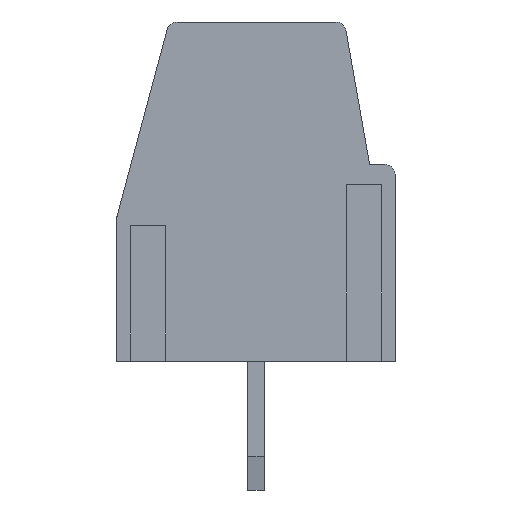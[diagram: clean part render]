
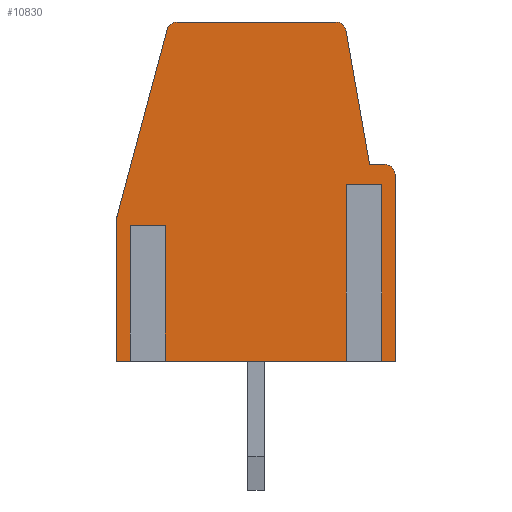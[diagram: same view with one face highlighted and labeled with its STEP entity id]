
A CAD part, left-side view. The second image highlights one B-rep face of the part: STEP entity #10830.
In plain terms, the highlighted planar face has unit normal (-1, 0, 0).
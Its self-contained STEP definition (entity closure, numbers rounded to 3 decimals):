
#8999 = EDGE_CURVE('',#9000,#9002,#9004,.T.);
#9000 = VERTEX_POINT('',#9001);
#9001 = CARTESIAN_POINT('',(-25.399,3.494,0.014));
#9002 = VERTEX_POINT('',#9003);
#9003 = CARTESIAN_POINT('',(-25.399,4.107,0.014));
#9004 = LINE('',#9005,#9006);
#9005 = CARTESIAN_POINT('',(-25.399,-4.093,0.014));
#9006 = VECTOR('',#9007,1.);
#9007 = DIRECTION('',(0.,1.,0.));
#9030 = VERTEX_POINT('',#9031);
#9031 = CARTESIAN_POINT('',(-25.399,-4.093,0.014));
#9037 = EDGE_CURVE('',#9030,#9038,#9040,.T.);
#9038 = VERTEX_POINT('',#9039);
#9039 = CARTESIAN_POINT('',(-25.399,-3.481,0.014));
#9040 = LINE('',#9041,#9042);
#9041 = CARTESIAN_POINT('',(-25.399,-4.093,0.014));
#9042 = VECTOR('',#9043,1.);
#9043 = DIRECTION('',(0.,1.,0.));
#9062 = VERTEX_POINT('',#9063);
#9063 = CARTESIAN_POINT('',(-25.399,-2.881,0.014));
#9069 = EDGE_CURVE('',#9062,#9070,#9072,.T.);
#9070 = VERTEX_POINT('',#9071);
#9071 = CARTESIAN_POINT('',(-25.399,2.894,0.014));
#9072 = LINE('',#9073,#9074);
#9073 = CARTESIAN_POINT('',(-25.399,-4.093,0.014));
#9074 = VECTOR('',#9075,1.);
#9075 = DIRECTION('',(0.,1.,0.));
#10318 = EDGE_CURVE('',#10319,#9030,#10321,.T.);
#10319 = VERTEX_POINT('',#10320);
#10320 = CARTESIAN_POINT('',(-25.399,-4.093,5.514));
#10321 = LINE('',#10322,#10323);
#10322 = CARTESIAN_POINT('',(-25.399,-4.093,5.814));
#10323 = VECTOR('',#10324,1.);
#10324 = DIRECTION('',(0.,0.,-1.));
#10342 = EDGE_CURVE('',#10343,#10319,#10345,.T.);
#10343 = VERTEX_POINT('',#10344);
#10344 = CARTESIAN_POINT('',(-25.399,-3.793,5.814));
#10345 = CIRCLE('',#10346,0.3);
#10346 = AXIS2_PLACEMENT_3D('',#10347,#10348,#10349);
#10347 = CARTESIAN_POINT('',(-25.399,-3.793,5.514));
#10348 = DIRECTION('',(1.,0.,0.));
#10349 = DIRECTION('',(0.,1.,0.));
#10367 = EDGE_CURVE('',#10368,#10343,#10370,.T.);
#10368 = VERTEX_POINT('',#10369);
#10369 = CARTESIAN_POINT('',(-25.399,-3.343,5.814));
#10370 = LINE('',#10371,#10372);
#10371 = CARTESIAN_POINT('',(-25.399,-3.343,5.814));
#10372 = VECTOR('',#10373,1.);
#10373 = DIRECTION('',(0.,-1.,0.));
#10391 = EDGE_CURVE('',#10392,#10368,#10394,.T.);
#10392 = VERTEX_POINT('',#10393);
#10393 = CARTESIAN_POINT('',(-25.399,-2.646,9.766));
#10394 = LINE('',#10395,#10396);
#10395 = CARTESIAN_POINT('',(-25.399,-2.646,9.766));
#10396 = VECTOR('',#10397,1.);
#10397 = DIRECTION('',(0.,-0.174,-0.985));
#10415 = EDGE_CURVE('',#10416,#10392,#10418,.T.);
#10416 = VERTEX_POINT('',#10417);
#10417 = CARTESIAN_POINT('',(-25.399,-2.351,10.014));
#10418 = CIRCLE('',#10419,0.3);
#10419 = AXIS2_PLACEMENT_3D('',#10420,#10421,#10422);
#10420 = CARTESIAN_POINT('',(-25.399,-2.351,9.714));
#10421 = DIRECTION('',(1.,0.,0.));
#10422 = DIRECTION('',(0.,1.,0.));
#10480 = EDGE_CURVE('',#10481,#10416,#10483,.T.);
#10481 = VERTEX_POINT('',#10482);
#10482 = CARTESIAN_POINT('',(-25.399,2.336,10.014));
#10483 = LINE('',#10484,#10485);
#10484 = CARTESIAN_POINT('',(-25.399,-4.093,10.014));
#10485 = VECTOR('',#10486,1.);
#10486 = DIRECTION('',(0.,-1.,0.));
#10504 = EDGE_CURVE('',#10505,#10481,#10507,.T.);
#10505 = VERTEX_POINT('',#10506);
#10506 = CARTESIAN_POINT('',(-25.399,2.626,9.791));
#10507 = CIRCLE('',#10508,0.3);
#10508 = AXIS2_PLACEMENT_3D('',#10509,#10510,#10511);
#10509 = CARTESIAN_POINT('',(-25.399,2.336,9.714));
#10510 = DIRECTION('',(1.,0.,0.));
#10511 = DIRECTION('',(0.,1.,0.));
#10529 = EDGE_CURVE('',#10530,#10505,#10532,.T.);
#10530 = VERTEX_POINT('',#10531);
#10531 = CARTESIAN_POINT('',(-25.399,4.107,4.264));
#10532 = LINE('',#10533,#10534);
#10533 = CARTESIAN_POINT('',(-25.399,4.107,4.264));
#10534 = VECTOR('',#10535,1.);
#10535 = DIRECTION('',(0.,-0.259,0.966));
#10553 = EDGE_CURVE('',#9002,#10530,#10554,.T.);
#10554 = LINE('',#10555,#10556);
#10555 = CARTESIAN_POINT('',(-25.399,4.107,0.014));
#10556 = VECTOR('',#10557,1.);
#10557 = DIRECTION('',(0.,0.,1.));
#10830 = ADVANCED_FACE('',(#10831),#10889,.F.);
#10831 = FACE_BOUND('',#10832,.T.);
#10832 = EDGE_LOOP('',(#10833,#10841,#10849,#10855,#10856,#10857,#10858,
    #10859,#10860,#10861,#10862,#10863,#10864,#10865,#10866,#10874,
    #10882,#10888));
#10833 = ORIENTED_EDGE('',*,*,#10834,.F.);
#10834 = EDGE_CURVE('',#10835,#9062,#10837,.T.);
#10835 = VERTEX_POINT('',#10836);
#10836 = CARTESIAN_POINT('',(-25.399,-2.881,5.214));
#10837 = LINE('',#10838,#10839);
#10838 = CARTESIAN_POINT('',(-25.399,-2.881,5.814));
#10839 = VECTOR('',#10840,1.);
#10840 = DIRECTION('',(0.,0.,-1.));
#10841 = ORIENTED_EDGE('',*,*,#10842,.F.);
#10842 = EDGE_CURVE('',#10843,#10835,#10845,.T.);
#10843 = VERTEX_POINT('',#10844);
#10844 = CARTESIAN_POINT('',(-25.399,-3.481,5.214));
#10845 = LINE('',#10846,#10847);
#10846 = CARTESIAN_POINT('',(-25.399,-4.093,5.214));
#10847 = VECTOR('',#10848,1.);
#10848 = DIRECTION('',(0.,1.,0.));
#10849 = ORIENTED_EDGE('',*,*,#10850,.F.);
#10850 = EDGE_CURVE('',#9038,#10843,#10851,.T.);
#10851 = LINE('',#10852,#10853);
#10852 = CARTESIAN_POINT('',(-25.399,-3.481,5.814));
#10853 = VECTOR('',#10854,1.);
#10854 = DIRECTION('',(0.,0.,1.));
#10855 = ORIENTED_EDGE('',*,*,#9037,.F.);
#10856 = ORIENTED_EDGE('',*,*,#10318,.F.);
#10857 = ORIENTED_EDGE('',*,*,#10342,.F.);
#10858 = ORIENTED_EDGE('',*,*,#10367,.F.);
#10859 = ORIENTED_EDGE('',*,*,#10391,.F.);
#10860 = ORIENTED_EDGE('',*,*,#10415,.F.);
#10861 = ORIENTED_EDGE('',*,*,#10480,.F.);
#10862 = ORIENTED_EDGE('',*,*,#10504,.F.);
#10863 = ORIENTED_EDGE('',*,*,#10529,.F.);
#10864 = ORIENTED_EDGE('',*,*,#10553,.F.);
#10865 = ORIENTED_EDGE('',*,*,#8999,.F.);
#10866 = ORIENTED_EDGE('',*,*,#10867,.F.);
#10867 = EDGE_CURVE('',#10868,#9000,#10870,.T.);
#10868 = VERTEX_POINT('',#10869);
#10869 = CARTESIAN_POINT('',(-25.399,3.494,4.014));
#10870 = LINE('',#10871,#10872);
#10871 = CARTESIAN_POINT('',(-25.399,3.494,5.814));
#10872 = VECTOR('',#10873,1.);
#10873 = DIRECTION('',(0.,0.,-1.));
#10874 = ORIENTED_EDGE('',*,*,#10875,.F.);
#10875 = EDGE_CURVE('',#10876,#10868,#10878,.T.);
#10876 = VERTEX_POINT('',#10877);
#10877 = CARTESIAN_POINT('',(-25.399,2.894,4.014));
#10878 = LINE('',#10879,#10880);
#10879 = CARTESIAN_POINT('',(-25.399,-4.093,4.014));
#10880 = VECTOR('',#10881,1.);
#10881 = DIRECTION('',(0.,1.,0.));
#10882 = ORIENTED_EDGE('',*,*,#10883,.F.);
#10883 = EDGE_CURVE('',#9070,#10876,#10884,.T.);
#10884 = LINE('',#10885,#10886);
#10885 = CARTESIAN_POINT('',(-25.399,2.894,5.814));
#10886 = VECTOR('',#10887,1.);
#10887 = DIRECTION('',(0.,0.,1.));
#10888 = ORIENTED_EDGE('',*,*,#9069,.F.);
#10889 = PLANE('',#10890);
#10890 = AXIS2_PLACEMENT_3D('',#10891,#10892,#10893);
#10891 = CARTESIAN_POINT('',(-25.399,-4.093,5.814));
#10892 = DIRECTION('',(1.,0.,0.));
#10893 = DIRECTION('',(0.,1.,0.));
